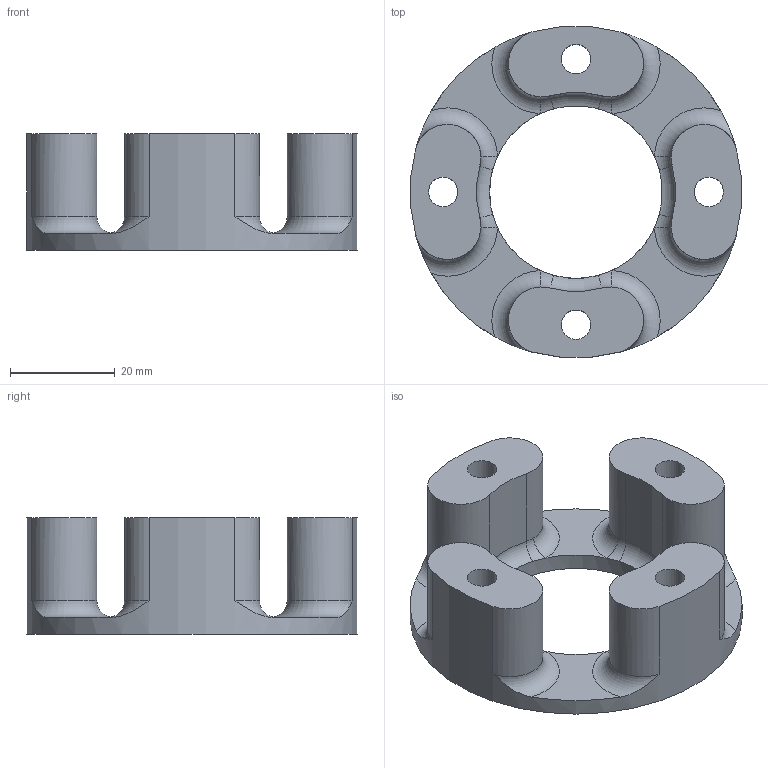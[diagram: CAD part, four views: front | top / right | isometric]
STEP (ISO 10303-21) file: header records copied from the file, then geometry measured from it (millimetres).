
FILE_DESCRIPTION(/* description */ (''),/* implementation_level */ '2;1');
FILE_NAME(/* name */ 'Shaft Sensor Offset Mount-0T.step',/* time_stamp */ '2023-11-28T10:20:20-05:00',/* author */ (''),/* organization */ (''),/* preprocessor_version */ 'ST-DEVELOPER v20',/* originating_system */ 'Autodesk Translation Framework v12.14.0.127',/* authorisation */ '');
FILE_SCHEMA (('AUTOMOTIVE_DESIGN { 1 0 10303 214 3 1 1 }'));
Length unit declared in the file: inch
Products named in the file (1): Shaft Sensor Offset Mount
Bounding box: 63.26 x 63.26 x 22.23 mm (x, y, z)
Volume: 28067.8 mm3; surface area: 11810.3 mm2
Topology: 1 solids, 1 shells, 47 faces, 121 edges, 75 vertices
Faces by surface type: torus 20, cylinder 18, plane 9
Full cylindrical faces by diameter (mm): 5.613 x4, 33.02 x1, 63.5 x1
Entity records: 1599 total; most frequent: CARTESIAN_POINT 358, DIRECTION 284, ORIENTED_EDGE 242, AXIS2_PLACEMENT_3D 131, EDGE_CURVE 121, CIRCLE 83, VERTEX_POINT 75, EDGE_LOOP 56
